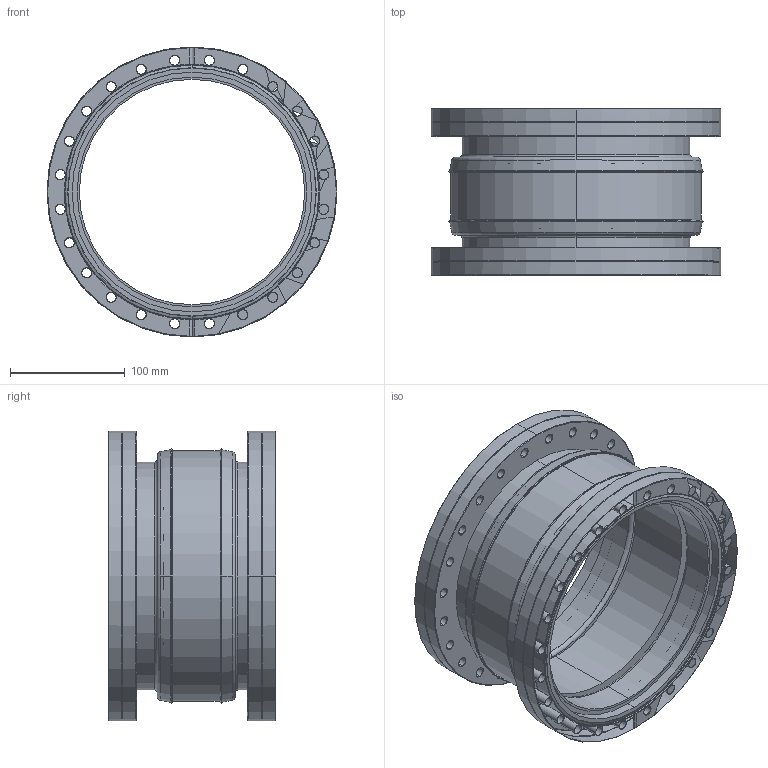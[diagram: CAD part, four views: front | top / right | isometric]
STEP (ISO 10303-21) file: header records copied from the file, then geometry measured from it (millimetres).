
FILE_DESCRIPTION (( 'STEP AP203' ), '1' );
FILE_NAME ('A0805-4-CF.STEP', '2013-11-06T12:25:40', ( '' ), ( '' ), 'SwSTEP 2.0', 'SolidWorks 2012', '' );
FILE_SCHEMA (( 'CONFIG_CONTROL_DESIGN' ));
Length unit declared in the file: inch
Products named in the file (1): A0805-4-CF
Bounding box: 253.24 x 146.16 x 253.24 mm (x, y, z)
Volume: 1276782.2 mm3; surface area: 370798 mm2
Topology: 1 solids, 1 shells, 428 faces, 1186 edges, 712 vertices
Faces by surface type: cone 235, cylinder 137, torus 36, plane 20
Entity records: 14221 total; most frequent: CARTESIAN_POINT 3020, DIRECTION 2620, ORIENTED_EDGE 2220, AXIS2_PLACEMENT_3D 1124, EDGE_CURVE 1110, CIRCLE 695, VERTEX_POINT 674, EDGE_LOOP 516
